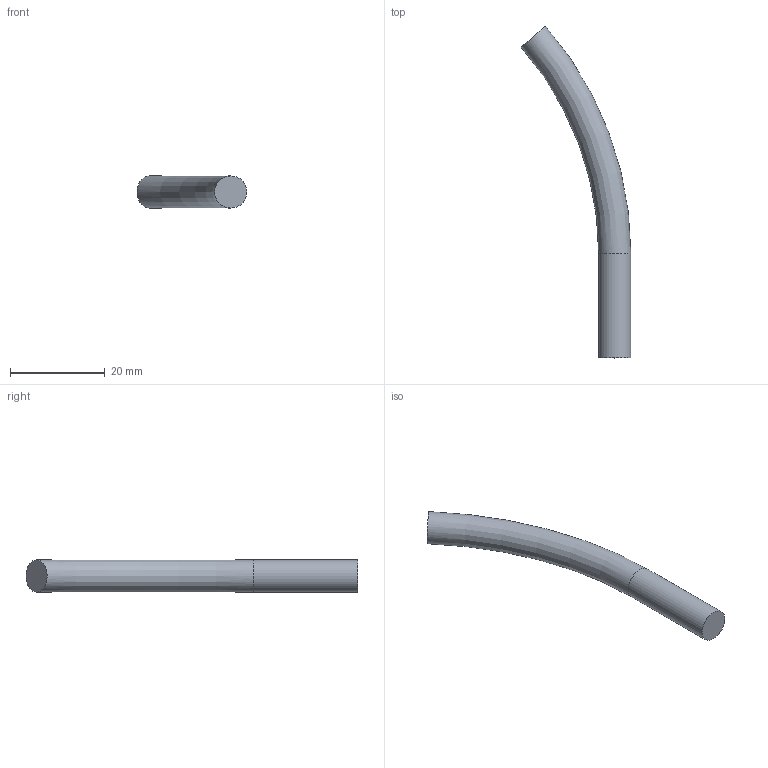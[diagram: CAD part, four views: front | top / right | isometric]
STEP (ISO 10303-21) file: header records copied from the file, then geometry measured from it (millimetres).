
FILE_DESCRIPTION(('FreeCAD Model'),'2;1');
FILE_NAME('channel.step', '2017-02-22T13:56:29',('Author'),(''), 'Open CASCADE STEP processor 6.9','FreeCAD','Unknown');
FILE_SCHEMA(('AUTOMOTIVE_DESIGN_CC2 { 1 2 10303 214 -1 1 5 4 }'));
Length unit declared in the file: millimetre
Products named in the file (2): ASSEMBLY; Sweep
Assembly tree (1 placements, depth 2):
  ASSEMBLY
    Sweep
Bounding box: 23.18 x 70.04 x 6.8 mm (x, y, z)
Volume: 2614.5 mm3; surface area: 1610.6 mm2
Topology: 1 solids, 1 shells, 4 faces, 5 edges, 3 vertices
Faces by surface type: plane 2, cylinder 1, revolution 1
Full cylindrical faces by diameter (mm): 6.8 x1
Entity records: 193 total; most frequent: CARTESIAN_POINT 34, DIRECTION 28, AXIS2_PLACEMENT_3D 10, ORIENTED_EDGE 10, PCURVE 10, DEFINITIONAL_REPRESENTATION 10, LINE 6, VECTOR 6
